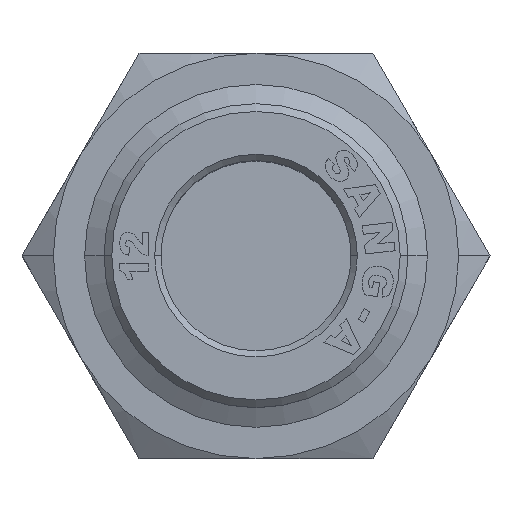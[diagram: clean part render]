
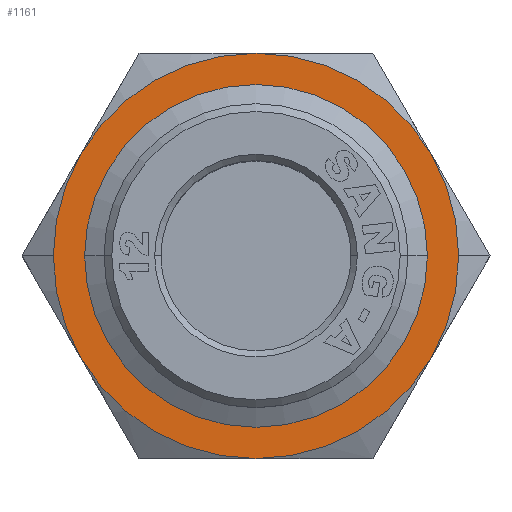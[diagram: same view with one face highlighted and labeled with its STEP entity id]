
A CAD part, top view. The second image highlights one B-rep face of the part: STEP entity #1161.
In plain terms, the highlighted face is planar.
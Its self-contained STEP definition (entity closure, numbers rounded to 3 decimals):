
#635=CARTESIAN_POINT('',(-17.18,0.,10.993));
#636=VERTEX_POINT('',#635);
#644=CARTESIAN_POINT('',(-17.18,0.,-10.993));
#645=VERTEX_POINT('',#644);
#652=CARTESIAN_POINT('',(-17.18,0.0,0.0));
#653=DIRECTION('',(-1.0,0.0,0.0));
#654=DIRECTION('',(0.0,0.0,1.0));
#655=AXIS2_PLACEMENT_3D('',#652,#653,#654);
#656=CIRCLE('',#655,10.993);
#657=EDGE_CURVE('',#645,#636,#656,.T.);
#1019=CARTESIAN_POINT('',(-17.18,0.,-13.));
#1020=VERTEX_POINT('',#1019);
#1027=CARTESIAN_POINT('',(-17.18,-6.5,-11.258));
#1028=VERTEX_POINT('',#1027);
#1042=CARTESIAN_POINT('',(-17.18,0.0,0.));
#1043=DIRECTION('',(-1.0,0.0,0.0));
#1044=DIRECTION('',(0.0,0.0,-1.0));
#1045=AXIS2_PLACEMENT_3D('',#1042,#1043,#1044);
#1046=CIRCLE('',#1045,13.);
#1047=EDGE_CURVE('',#1020,#1028,#1046,.T.);
#1057=CARTESIAN_POINT('',(-17.18,0.,13.));
#1058=VERTEX_POINT('',#1057);
#1067=CARTESIAN_POINT('',(-17.18,-6.5,11.258));
#1068=VERTEX_POINT('',#1067);
#1069=CARTESIAN_POINT('',(-17.18,0.0,0.));
#1070=DIRECTION('',(-1.0,0.0,0.0));
#1071=DIRECTION('',(0.0,0.0,-1.0));
#1072=AXIS2_PLACEMENT_3D('',#1069,#1070,#1071);
#1073=CIRCLE('',#1072,13.);
#1074=EDGE_CURVE('',#1068,#1058,#1073,.T.);
#1092=CARTESIAN_POINT('',(-17.18,0.,0.));
#1093=DIRECTION('',(1.0,0.0,0.0));
#1094=DIRECTION('',(0.0,0.0,1.0));
#1095=AXIS2_PLACEMENT_3D('',#1092,#1093,#1094);
#1096=PLANE('',#1095);
#1097=CARTESIAN_POINT('',(-17.18,6.5,11.258));
#1098=VERTEX_POINT('',#1097);
#1099=CARTESIAN_POINT('',(-17.18,13.0,0.));
#1100=VERTEX_POINT('',#1099);
#1101=CARTESIAN_POINT('',(-17.18,0.0,0.));
#1102=DIRECTION('',(-1.0,0.0,0.0));
#1103=DIRECTION('',(0.0,0.0,-1.0));
#1104=AXIS2_PLACEMENT_3D('',#1101,#1102,#1103);
#1105=CIRCLE('',#1104,13.);
#1106=EDGE_CURVE('',#1098,#1100,#1105,.T.);
#1107=ORIENTED_EDGE('',*,*,#1106,.T.);
#1108=CARTESIAN_POINT('',(-17.18,6.5,-11.258));
#1109=VERTEX_POINT('',#1108);
#1110=CARTESIAN_POINT('',(-17.18,0.0,0.));
#1111=DIRECTION('',(-1.0,0.0,0.0));
#1112=DIRECTION('',(0.0,0.0,-1.0));
#1113=AXIS2_PLACEMENT_3D('',#1110,#1111,#1112);
#1114=CIRCLE('',#1113,13.);
#1115=EDGE_CURVE('',#1100,#1109,#1114,.T.);
#1116=ORIENTED_EDGE('',*,*,#1115,.T.);
#1117=CARTESIAN_POINT('',(-17.18,0.0,0.));
#1118=DIRECTION('',(-1.0,0.0,0.0));
#1119=DIRECTION('',(0.0,0.0,-1.0));
#1120=AXIS2_PLACEMENT_3D('',#1117,#1118,#1119);
#1121=CIRCLE('',#1120,13.);
#1122=EDGE_CURVE('',#1109,#1020,#1121,.T.);
#1123=ORIENTED_EDGE('',*,*,#1122,.T.);
#1124=ORIENTED_EDGE('',*,*,#1047,.T.);
#1125=CARTESIAN_POINT('',(-17.18,-13.,0.));
#1126=VERTEX_POINT('',#1125);
#1127=CARTESIAN_POINT('',(-17.18,0.0,0.));
#1128=DIRECTION('',(-1.0,0.0,0.0));
#1129=DIRECTION('',(0.0,0.0,-1.0));
#1130=AXIS2_PLACEMENT_3D('',#1127,#1128,#1129);
#1131=CIRCLE('',#1130,13.);
#1132=EDGE_CURVE('',#1028,#1126,#1131,.T.);
#1133=ORIENTED_EDGE('',*,*,#1132,.T.);
#1134=CARTESIAN_POINT('',(-17.18,0.0,0.));
#1135=DIRECTION('',(-1.0,0.0,0.0));
#1136=DIRECTION('',(0.0,0.0,-1.0));
#1137=AXIS2_PLACEMENT_3D('',#1134,#1135,#1136);
#1138=CIRCLE('',#1137,13.);
#1139=EDGE_CURVE('',#1126,#1068,#1138,.T.);
#1140=ORIENTED_EDGE('',*,*,#1139,.T.);
#1141=ORIENTED_EDGE('',*,*,#1074,.T.);
#1142=CARTESIAN_POINT('',(-17.18,0.0,0.));
#1143=DIRECTION('',(-1.0,0.0,0.0));
#1144=DIRECTION('',(0.0,0.0,-1.0));
#1145=AXIS2_PLACEMENT_3D('',#1142,#1143,#1144);
#1146=CIRCLE('',#1145,13.);
#1147=EDGE_CURVE('',#1058,#1098,#1146,.T.);
#1148=ORIENTED_EDGE('',*,*,#1147,.T.);
#1149=EDGE_LOOP('',(#1107,#1116,#1123,#1124,#1133,#1140,#1141,#1148));
#1150=FACE_OUTER_BOUND('',#1149,.T.);
#1151=ORIENTED_EDGE('',*,*,#657,.F.);
#1152=CARTESIAN_POINT('',(-17.18,0.0,0.0));
#1153=DIRECTION('',(-1.0,0.0,0.0));
#1154=DIRECTION('',(0.0,0.0,1.0));
#1155=AXIS2_PLACEMENT_3D('',#1152,#1153,#1154);
#1156=CIRCLE('',#1155,10.993);
#1157=EDGE_CURVE('',#636,#645,#1156,.T.);
#1158=ORIENTED_EDGE('',*,*,#1157,.F.);
#1159=EDGE_LOOP('',(#1151,#1158));
#1160=FACE_BOUND('',#1159,.T.);
#1161=ADVANCED_FACE('',(#1150,#1160),#1096,.F.);
